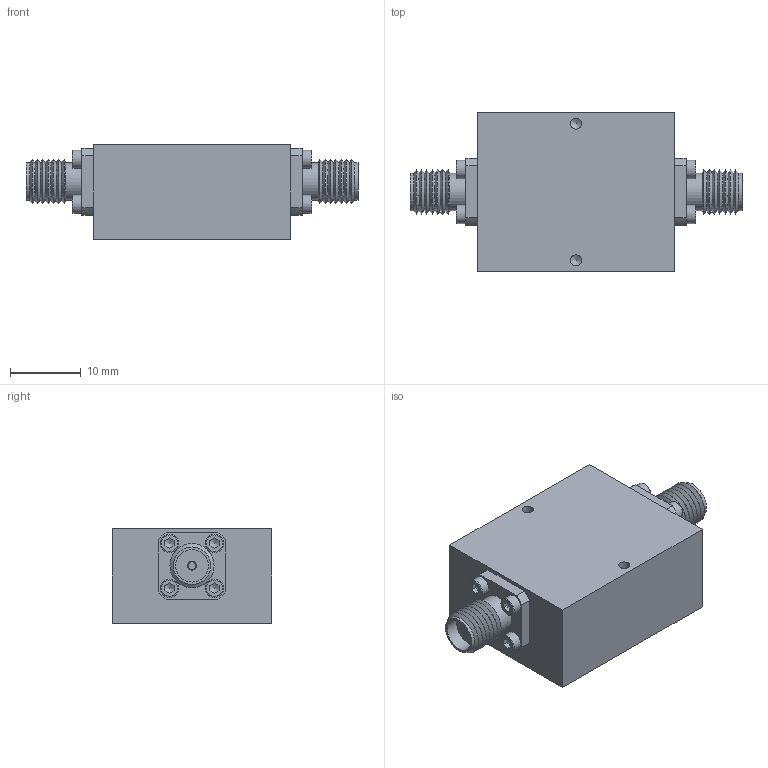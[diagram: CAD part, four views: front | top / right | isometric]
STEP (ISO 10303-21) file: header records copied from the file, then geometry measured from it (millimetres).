
FILE_DESCRIPTION(/* description */ ('Unknown'),/* implementation_level */ '2;1');
FILE_NAME(/* name */ 'DETI_MICROWAVE_HIGHPASS_FILTER_800192_STEP',/* time_stamp */ '2021-06-01T13:43:32+02:00',/* author */ ('ALG'),/* organization */ ('DETI'),/* preprocessor_version */ 'ST-DEVELOPER v16.7',/* originating_system */ 'Solid Edge',/* authorisation */ 'Unknown');
FILE_SCHEMA (('AUTOMOTIVE_DESIGN {1 0 10303 214 3 1 1}'));
Length unit declared in the file: millimetre
Products named in the file (1): 800192 1501 A2
Bounding box: 46.9 x 22.5 x 13.4 mm (x, y, z)
Volume: 8120.5 mm3; surface area: 4975.5 mm2
Topology: 1 solids, 22 shells, 481 faces, 1124 edges, 728 vertices
Faces by surface type: plane 274, cylinder 105, cone 86, torus 16
Full cylindrical faces by diameter (mm): 1.1 x2, 1.221 x8, 1.27 x4, 1.4 x8, 1.567 x10, 1.625 x2, 1.8 x8, 2 x16, 2.2 x8, 2.6 x8, 3.8 x8, 4.1 x2, 4.6 x2, 5.3 x4
Entity records: 15504 total; most frequent: CARTESIAN_POINT 2198, DIRECTION 2045, ORIENTED_EDGE 1704, EDGE_CURVE 852, AXIS2_PLACEMENT_3D 767, FACE_BOUND 752, EDGE_LOOP 728, VERTEX_POINT 670
